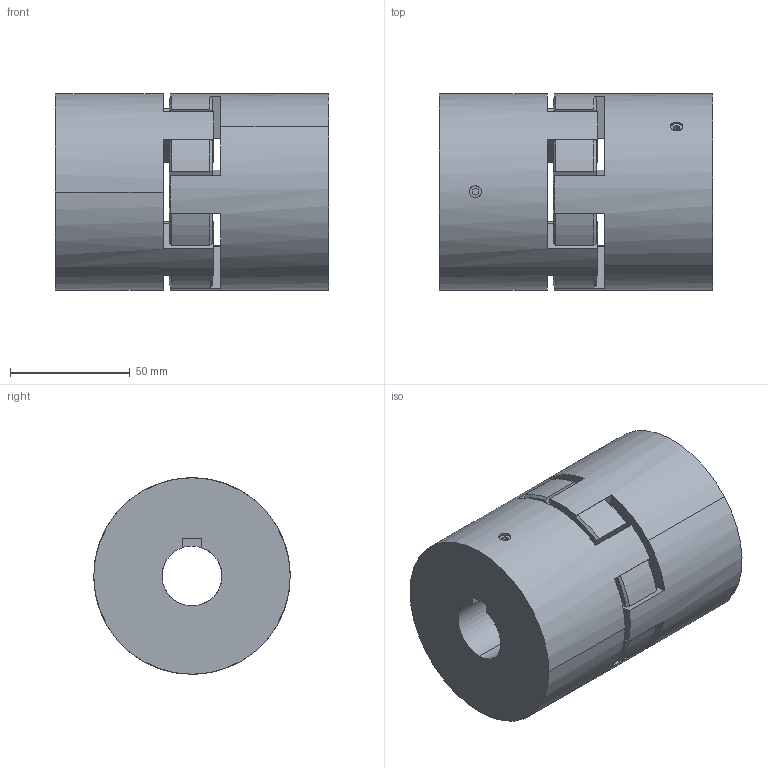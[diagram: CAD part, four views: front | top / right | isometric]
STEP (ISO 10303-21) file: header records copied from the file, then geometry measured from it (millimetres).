
FILE_DESCRIPTION(('STEP AP214'),'1');
FILE_NAME('cctmp_0466D9DF-61BB-4292-A27E-335EAD76583B_2023_06_09_13_25_25_0018..stp','2023-06-09T11:25:25',('R+W Antriebselemente GmbH'),('CADClick - www.CADClick.com'),'Spatial InterOp 3D',' ','unknown authorization');
FILE_SCHEMA(('AUTOMOTIVE_DESIGN'));
Length unit declared in the file: millimetre
Products named in the file (4): cc_unnamed; EK1/300/114/B/25-PFN/25-PFN_2; EK1/300/114/B/25-PFN/25-PFN_1; EK1/300/114/B/25-PFN/25-PFN
Assembly tree (3 placements, depth 2):
  cc_unnamed
    EK1/300/114/B/25-PFN/25-PFN_2
    EK1/300/114/B/25-PFN/25-PFN_1
    EK1/300/114/B/25-PFN/25-PFN
Bounding box: 114 x 82 x 82 mm (x, y, z)
Volume: 503450.8 mm3; surface area: 75807.8 mm2
Topology: 4 solids, 5 shells, 160 faces, 418 edges, 276 vertices
Faces by surface type: plane 88, cylinder 48, cone 24
Entity records: 6451 total; most frequent: CARTESIAN_POINT 982, DIRECTION 874, ORIENTED_EDGE 836, EDGE_CURVE 418, AXIS2_PLACEMENT_3D 296, LINE 282, VECTOR 282, VERTEX_POINT 276
